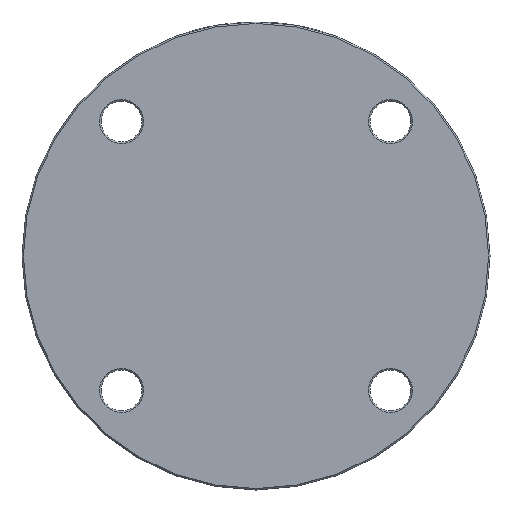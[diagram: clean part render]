
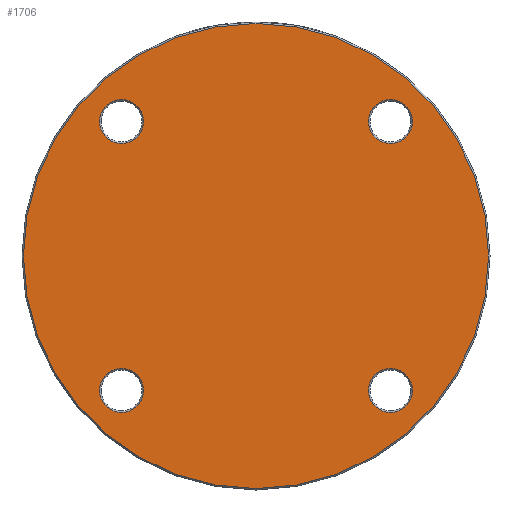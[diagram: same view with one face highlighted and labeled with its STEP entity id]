
A CAD part, left-side view. The second image highlights one B-rep face of the part: STEP entity #1706.
In plain terms, the highlighted planar face has unit normal (-1, 0, 0).
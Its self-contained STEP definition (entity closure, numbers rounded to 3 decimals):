
#107 = EDGE_LOOP ( 'NONE', ( #3571 ) ) ;
#264 = CARTESIAN_POINT ( 'NONE',  ( 0., -45.962, 45.962 ) ) ;
#296 = CIRCLE ( 'NONE', #4508, 79.5 ) ;
#337 = CARTESIAN_POINT ( 'NONE',  ( 0., -45.962, -45.962 ) ) ;
#339 = FACE_BOUND ( 'NONE', #2093, .T. ) ;
#362 = VERTEX_POINT ( 'NONE', #3148 ) ;
#412 = FACE_OUTER_BOUND ( 'NONE', #107, .T. ) ;
#417 = AXIS2_PLACEMENT_3D ( 'NONE', #1472, #1089, #3051 ) ;
#556 = AXIS2_PLACEMENT_3D ( 'NONE', #337, #2694, #2744 ) ;
#572 = CARTESIAN_POINT ( 'NONE',  ( 0., 45.962, -53.462 ) ) ;
#629 = DIRECTION ( 'NONE',  ( 0., 0., -1. ) ) ;
#674 = ORIENTED_EDGE ( 'NONE', *, *, #797, .T. ) ;
#733 = CARTESIAN_POINT ( 'NONE',  ( 0., 0., 0. ) ) ;
#797 = EDGE_CURVE ( 'NONE', #3103, #3103, #4307, .T. ) ;
#829 = AXIS2_PLACEMENT_3D ( 'NONE', #264, #1732, #2167 ) ;
#960 = VERTEX_POINT ( 'NONE', #572 ) ;
#1089 = DIRECTION ( 'NONE',  ( 1., 0., 0. ) ) ;
#1166 = DIRECTION ( 'NONE',  ( 0., 0., -1. ) ) ;
#1214 = CARTESIAN_POINT ( 'NONE',  ( 0., 0., -79.5 ) ) ;
#1217 = FACE_BOUND ( 'NONE', #3955, .T. ) ;
#1472 = CARTESIAN_POINT ( 'NONE',  ( 0., 45.962, 45.962 ) ) ;
#1477 = DIRECTION ( 'NONE',  ( 0., 0., -1. ) ) ;
#1645 = CARTESIAN_POINT ( 'NONE',  ( 0., -45.962, -53.462 ) ) ;
#1706 = ADVANCED_FACE ( 'NONE', ( #339, #2722, #3965, #412, #1217 ), #1955, .F. ) ;
#1732 = DIRECTION ( 'NONE',  ( 1., 0., 0. ) ) ;
#1837 = CARTESIAN_POINT ( 'NONE',  ( 0., 45.962, -45.962 ) ) ;
#1839 = EDGE_CURVE ( 'NONE', #3497, #3497, #296, .T. ) ;
#1955 = PLANE ( 'NONE',  #3598 ) ;
#2093 = EDGE_LOOP ( 'NONE', ( #4932 ) ) ;
#2155 = EDGE_LOOP ( 'NONE', ( #674 ) ) ;
#2161 = ORIENTED_EDGE ( 'NONE', *, *, #5042, .T. ) ;
#2167 = DIRECTION ( 'NONE',  ( 0., 0., -1. ) ) ;
#2192 = DIRECTION ( 'NONE',  ( -1., 0., 0. ) ) ;
#2361 = CIRCLE ( 'NONE', #4197, 7.5 ) ;
#2558 = EDGE_LOOP ( 'NONE', ( #4888 ) ) ;
#2694 = DIRECTION ( 'NONE',  ( 1., 0., 0. ) ) ;
#2722 = FACE_BOUND ( 'NONE', #2558, .T. ) ;
#2744 = DIRECTION ( 'NONE',  ( 0., 0., -1. ) ) ;
#3051 = DIRECTION ( 'NONE',  ( 0., 0., -1. ) ) ;
#3103 = VERTEX_POINT ( 'NONE', #4350 ) ;
#3148 = CARTESIAN_POINT ( 'NONE',  ( 0., -45.962, 38.462 ) ) ;
#3217 = EDGE_CURVE ( 'NONE', #362, #362, #3555, .T. ) ;
#3286 = CARTESIAN_POINT ( 'NONE',  ( 0., 0., 0. ) ) ;
#3497 = VERTEX_POINT ( 'NONE', #1214 ) ;
#3546 = DIRECTION ( 'NONE',  ( 1., 0., 0. ) ) ;
#3555 = CIRCLE ( 'NONE', #829, 7.5 ) ;
#3571 = ORIENTED_EDGE ( 'NONE', *, *, #1839, .T. ) ;
#3598 = AXIS2_PLACEMENT_3D ( 'NONE', #733, #3546, #1166 ) ;
#3865 = DIRECTION ( 'NONE',  ( 1., 0., 0. ) ) ;
#3950 = CIRCLE ( 'NONE', #556, 7.5 ) ;
#3955 = EDGE_LOOP ( 'NONE', ( #2161 ) ) ;
#3965 = FACE_BOUND ( 'NONE', #2155, .T. ) ;
#4197 = AXIS2_PLACEMENT_3D ( 'NONE', #1837, #3865, #1477 ) ;
#4307 = CIRCLE ( 'NONE', #417, 7.5 ) ;
#4350 = CARTESIAN_POINT ( 'NONE',  ( 0., 45.962, 38.462 ) ) ;
#4422 = VERTEX_POINT ( 'NONE', #1645 ) ;
#4508 = AXIS2_PLACEMENT_3D ( 'NONE', #3286, #2192, #629 ) ;
#4888 = ORIENTED_EDGE ( 'NONE', *, *, #3217, .T. ) ;
#4932 = ORIENTED_EDGE ( 'NONE', *, *, #5132, .T. ) ;
#5042 = EDGE_CURVE ( 'NONE', #960, #960, #2361, .T. ) ;
#5132 = EDGE_CURVE ( 'NONE', #4422, #4422, #3950, .T. ) ;
